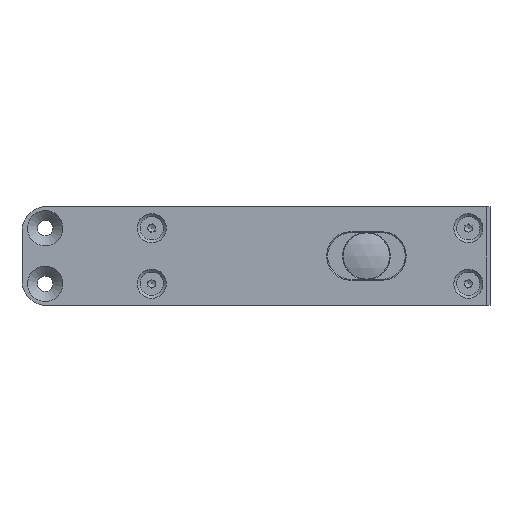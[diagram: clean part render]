
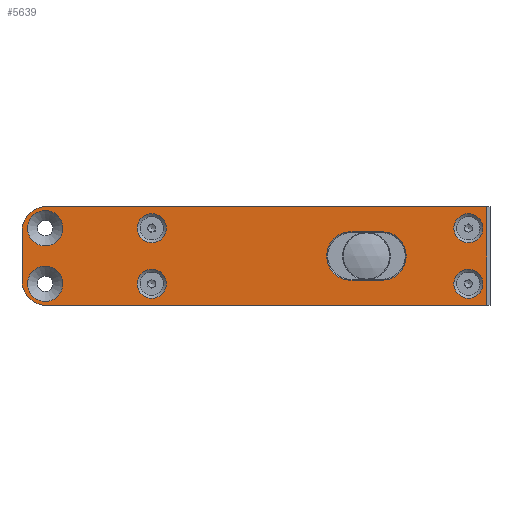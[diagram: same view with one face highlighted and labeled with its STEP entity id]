
A CAD part, front view. The second image highlights one B-rep face of the part: STEP entity #5639.
In plain terms, the highlighted planar face has unit normal (0, -1, 0).
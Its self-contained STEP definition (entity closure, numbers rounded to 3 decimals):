
#69 = CARTESIAN_POINT ( 'NONE',  ( 33., -4.2, 9. ) ) ;
#194 = VERTEX_POINT ( 'NONE', #2068 ) ;
#198 = DIRECTION ( 'NONE',  ( 0., -1., 0. ) ) ;
#229 = EDGE_CURVE ( 'NONE', #7187, #7187, #9061, .T. ) ;
#307 = LINE ( 'NONE', #1187, #4959 ) ;
#388 = AXIS2_PLACEMENT_3D ( 'NONE', #10870, #2920, #5651 ) ;
#432 = DIRECTION ( 'NONE',  ( 0., 0., 1. ) ) ;
#682 = CARTESIAN_POINT ( 'NONE',  ( 39., -4.2, 16. ) ) ;
#729 = ORIENTED_EDGE ( 'NONE', *, *, #229, .F. ) ;
#916 = VERTEX_POINT ( 'NONE', #9154 ) ;
#924 = DIRECTION ( 'NONE',  ( 0., 0., 1. ) ) ;
#972 = VERTEX_POINT ( 'NONE', #3225 ) ;
#1047 = CIRCLE ( 'NONE', #4590, 7.85 ) ;
#1187 = CARTESIAN_POINT ( 'NONE',  ( 28.5, -4.2, 16. ) ) ;
#1193 = FACE_OUTER_BOUND ( 'NONE', #11313, .T. ) ;
#1250 = CARTESIAN_POINT ( 'NONE',  ( -69.5, -4.2, -4.3 ) ) ;
#1424 = ORIENTED_EDGE ( 'NONE', *, *, #6542, .T. ) ;
#1461 = EDGE_CURVE ( 'NONE', #11278, #4220, #7943, .T. ) ;
#1466 = VERTEX_POINT ( 'NONE', #3257 ) ;
#1607 = DIRECTION ( 'NONE',  ( 0., 0., -1. ) ) ;
#1638 = CARTESIAN_POINT ( 'NONE',  ( 5., -4.2, 0. ) ) ;
#1728 = CIRCLE ( 'NONE', #6589, 8. ) ;
#1816 = EDGE_CURVE ( 'NONE', #8076, #7727, #1047, .T. ) ;
#1832 = DIRECTION ( 'NONE',  ( 0., 0., 1. ) ) ;
#1869 = EDGE_LOOP ( 'NONE', ( #5791 ) ) ;
#1874 = EDGE_CURVE ( 'NONE', #7727, #972, #2658, .T. ) ;
#1896 = CARTESIAN_POINT ( 'NONE',  ( -104., -4.2, 14.75 ) ) ;
#1904 = CIRCLE ( 'NONE', #388, 4.7 ) ;
#1923 = CARTESIAN_POINT ( 'NONE',  ( 39., -4.2, -28.093 ) ) ;
#1995 = EDGE_LOOP ( 'NONE', ( #8204 ) ) ;
#2068 = CARTESIAN_POINT ( 'NONE',  ( -104., -4.2, -3.25 ) ) ;
#2142 = CIRCLE ( 'NONE', #7553, 4.7 ) ;
#2339 = CARTESIAN_POINT ( 'NONE',  ( -5., -4.2, 7.85 ) ) ;
#2438 = DIRECTION ( 'NONE',  ( 0., 0., -1. ) ) ;
#2503 = CARTESIAN_POINT ( 'NONE',  ( -103.5, -4.2, -7.85 ) ) ;
#2658 = LINE ( 'NONE', #3541, #8134 ) ;
#2920 = DIRECTION ( 'NONE',  ( 0., -1., 0. ) ) ;
#2922 = CARTESIAN_POINT ( 'NONE',  ( -103.5, -4.2, 8. ) ) ;
#2959 = VERTEX_POINT ( 'NONE', #1896 ) ;
#3000 = CARTESIAN_POINT ( 'NONE',  ( -104., -4.2, 9. ) ) ;
#3077 = CARTESIAN_POINT ( 'NONE',  ( -5., -4.2, -7.85 ) ) ;
#3181 = DIRECTION ( 'NONE',  ( 0., 0., -1. ) ) ;
#3225 = CARTESIAN_POINT ( 'NONE',  ( 5., -4.2, 7.85 ) ) ;
#3257 = CARTESIAN_POINT ( 'NONE',  ( -103.5, -4.2, 16. ) ) ;
#3258 = AXIS2_PLACEMENT_3D ( 'NONE', #5041, #6827, #10243 ) ;
#3334 = DIRECTION ( 'NONE',  ( 0., 0., -1. ) ) ;
#3341 = EDGE_CURVE ( 'NONE', #8210, #8210, #2142, .T. ) ;
#3480 = EDGE_CURVE ( 'NONE', #194, #194, #10872, .T. ) ;
#3541 = CARTESIAN_POINT ( 'NONE',  ( -103.5, -4.2, 7.85 ) ) ;
#3636 = ORIENTED_EDGE ( 'NONE', *, *, #10002, .F. ) ;
#3684 = LINE ( 'NONE', #9696, #10301 ) ;
#3686 = CARTESIAN_POINT ( 'NONE',  ( -103.5, -4.2, -16. ) ) ;
#3720 = FACE_BOUND ( 'NONE', #1995, .T. ) ;
#3724 = EDGE_LOOP ( 'NONE', ( #729 ) ) ;
#3774 = DIRECTION ( 'NONE',  ( 0., 0., 1. ) ) ;
#3775 = FACE_BOUND ( 'NONE', #1869, .T. ) ;
#4212 = DIRECTION ( 'NONE',  ( 0., 1., 0. ) ) ;
#4220 = VERTEX_POINT ( 'NONE', #3686 ) ;
#4224 = EDGE_LOOP ( 'NONE', ( #4569 ) ) ;
#4396 = EDGE_CURVE ( 'NONE', #10916, #10916, #1904, .T. ) ;
#4434 = ORIENTED_EDGE ( 'NONE', *, *, #1461, .T. ) ;
#4520 = DIRECTION ( 'NONE',  ( 0., -1., 0. ) ) ;
#4569 = ORIENTED_EDGE ( 'NONE', *, *, #4396, .F. ) ;
#4590 = AXIS2_PLACEMENT_3D ( 'NONE', #9336, #11137, #3181 ) ;
#4652 = CARTESIAN_POINT ( 'NONE',  ( 33., -4.2, -4.3 ) ) ;
#4767 = PLANE ( 'NONE',  #5449 ) ;
#4959 = VECTOR ( 'NONE', #10959, 1000. ) ;
#5006 = DIRECTION ( 'NONE',  ( 0., -1., 0. ) ) ;
#5014 = DIRECTION ( 'NONE',  ( 0., 1., 0. ) ) ;
#5041 = CARTESIAN_POINT ( 'NONE',  ( -104., -4.2, -9. ) ) ;
#5135 = AXIS2_PLACEMENT_3D ( 'NONE', #1638, #4212, #3334 ) ;
#5449 = AXIS2_PLACEMENT_3D ( 'NONE', #9478, #5014, #2438 ) ;
#5550 = EDGE_LOOP ( 'NONE', ( #5904 ) ) ;
#5579 = CARTESIAN_POINT ( 'NONE',  ( 33., -4.2, -9. ) ) ;
#5581 = FACE_BOUND ( 'NONE', #9894, .T. ) ;
#5639 = ADVANCED_FACE ( 'NONE', ( #5581, #3775, #10862, #9981, #3720, #9161, #7356, #1193 ), #4767, .F. ) ;
#5651 = DIRECTION ( 'NONE',  ( 0., 0., 1. ) ) ;
#5791 = ORIENTED_EDGE ( 'NONE', *, *, #3480, .F. ) ;
#5792 = EDGE_CURVE ( 'NONE', #4220, #916, #3684, .T. ) ;
#5904 = ORIENTED_EDGE ( 'NONE', *, *, #10248, .F. ) ;
#6084 = LINE ( 'NONE', #2503, #8427 ) ;
#6116 = AXIS2_PLACEMENT_3D ( 'NONE', #11264, #5006, #10205 ) ;
#6200 = DIRECTION ( 'NONE',  ( 1., 0., 0. ) ) ;
#6314 = AXIS2_PLACEMENT_3D ( 'NONE', #69, #6349, #10782 ) ;
#6349 = DIRECTION ( 'NONE',  ( 0., -1., 0. ) ) ;
#6391 = ORIENTED_EDGE ( 'NONE', *, *, #5792, .T. ) ;
#6450 = VECTOR ( 'NONE', #1607, 1000. ) ;
#6542 = EDGE_CURVE ( 'NONE', #9248, #11278, #7925, .T. ) ;
#6553 = ORIENTED_EDGE ( 'NONE', *, *, #1874, .T. ) ;
#6578 = DIRECTION ( 'NONE',  ( 0., -1., 0. ) ) ;
#6589 = AXIS2_PLACEMENT_3D ( 'NONE', #2922, #9126, #432 ) ;
#6711 = ORIENTED_EDGE ( 'NONE', *, *, #9675, .T. ) ;
#6817 = CARTESIAN_POINT ( 'NONE',  ( -111.5, -4.2, 8. ) ) ;
#6827 = DIRECTION ( 'NONE',  ( 0., -1., 0. ) ) ;
#7032 = VECTOR ( 'NONE', #10824, 1000. ) ;
#7035 = CARTESIAN_POINT ( 'NONE',  ( -111.5, -4.2, -8. ) ) ;
#7092 = EDGE_CURVE ( 'NONE', #8880, #8076, #6084, .T. ) ;
#7187 = VERTEX_POINT ( 'NONE', #9807 ) ;
#7236 = ORIENTED_EDGE ( 'NONE', *, *, #7305, .T. ) ;
#7260 = CARTESIAN_POINT ( 'NONE',  ( 5., -4.2, -7.85 ) ) ;
#7305 = EDGE_CURVE ( 'NONE', #1466, #9248, #1728, .T. ) ;
#7356 = FACE_BOUND ( 'NONE', #3724, .T. ) ;
#7394 = ORIENTED_EDGE ( 'NONE', *, *, #1816, .T. ) ;
#7419 = CIRCLE ( 'NONE', #6314, 4.7 ) ;
#7553 = AXIS2_PLACEMENT_3D ( 'NONE', #5579, #198, #3774 ) ;
#7727 = VERTEX_POINT ( 'NONE', #2339 ) ;
#7765 = CIRCLE ( 'NONE', #10357, 5.75 ) ;
#7925 = LINE ( 'NONE', #9806, #6450 ) ;
#7943 = CIRCLE ( 'NONE', #6116, 8. ) ;
#7998 = ORIENTED_EDGE ( 'NONE', *, *, #7092, .T. ) ;
#8065 = LINE ( 'NONE', #1923, #7032 ) ;
#8076 = VERTEX_POINT ( 'NONE', #3077 ) ;
#8134 = VECTOR ( 'NONE', #10523, 1000. ) ;
#8137 = ORIENTED_EDGE ( 'NONE', *, *, #9951, .T. ) ;
#8204 = ORIENTED_EDGE ( 'NONE', *, *, #3341, .F. ) ;
#8210 = VERTEX_POINT ( 'NONE', #4652 ) ;
#8427 = VECTOR ( 'NONE', #10947, 1000. ) ;
#8529 = ORIENTED_EDGE ( 'NONE', *, *, #9634, .T. ) ;
#8880 = VERTEX_POINT ( 'NONE', #7260 ) ;
#9050 = CARTESIAN_POINT ( 'NONE',  ( 33., -4.2, 13.7 ) ) ;
#9061 = CIRCLE ( 'NONE', #10692, 4.7 ) ;
#9126 = DIRECTION ( 'NONE',  ( 0., -1., 0. ) ) ;
#9154 = CARTESIAN_POINT ( 'NONE',  ( 39., -4.2, -16. ) ) ;
#9161 = FACE_BOUND ( 'NONE', #4224, .T. ) ;
#9248 = VERTEX_POINT ( 'NONE', #6817 ) ;
#9336 = CARTESIAN_POINT ( 'NONE',  ( -5., -4.2, 0. ) ) ;
#9478 = CARTESIAN_POINT ( 'NONE',  ( -103.5, -4.2, -8. ) ) ;
#9625 = CIRCLE ( 'NONE', #5135, 7.85 ) ;
#9634 = EDGE_CURVE ( 'NONE', #972, #8880, #9625, .T. ) ;
#9675 = EDGE_CURVE ( 'NONE', #916, #9876, #8065, .T. ) ;
#9696 = CARTESIAN_POINT ( 'NONE',  ( 28.5, -4.2, -16. ) ) ;
#9806 = CARTESIAN_POINT ( 'NONE',  ( -111.5, -4.2, 8. ) ) ;
#9807 = CARTESIAN_POINT ( 'NONE',  ( -69.5, -4.2, 13.7 ) ) ;
#9860 = CARTESIAN_POINT ( 'NONE',  ( -69.5, -4.2, 9. ) ) ;
#9876 = VERTEX_POINT ( 'NONE', #682 ) ;
#9894 = EDGE_LOOP ( 'NONE', ( #7394, #6553, #8529, #7998 ) ) ;
#9951 = EDGE_CURVE ( 'NONE', #9876, #1466, #307, .T. ) ;
#9981 = FACE_BOUND ( 'NONE', #5550, .T. ) ;
#10002 = EDGE_CURVE ( 'NONE', #2959, #2959, #7765, .T. ) ;
#10205 = DIRECTION ( 'NONE',  ( 0., 0., -1. ) ) ;
#10243 = DIRECTION ( 'NONE',  ( 0., 0., 1. ) ) ;
#10248 = EDGE_CURVE ( 'NONE', #10962, #10962, #7419, .T. ) ;
#10301 = VECTOR ( 'NONE', #6200, 1000. ) ;
#10357 = AXIS2_PLACEMENT_3D ( 'NONE', #3000, #6578, #924 ) ;
#10523 = DIRECTION ( 'NONE',  ( 1., 0., 0. ) ) ;
#10692 = AXIS2_PLACEMENT_3D ( 'NONE', #9860, #4520, #1832 ) ;
#10782 = DIRECTION ( 'NONE',  ( 0., 0., 1. ) ) ;
#10824 = DIRECTION ( 'NONE',  ( 0., 0., 1. ) ) ;
#10862 = FACE_BOUND ( 'NONE', #11100, .T. ) ;
#10870 = CARTESIAN_POINT ( 'NONE',  ( -69.5, -4.2, -9. ) ) ;
#10872 = CIRCLE ( 'NONE', #3258, 5.75 ) ;
#10916 = VERTEX_POINT ( 'NONE', #1250 ) ;
#10947 = DIRECTION ( 'NONE',  ( -1., 0., 0. ) ) ;
#10959 = DIRECTION ( 'NONE',  ( -1., 0., 0. ) ) ;
#10962 = VERTEX_POINT ( 'NONE', #9050 ) ;
#11100 = EDGE_LOOP ( 'NONE', ( #3636 ) ) ;
#11137 = DIRECTION ( 'NONE',  ( 0., 1., 0. ) ) ;
#11264 = CARTESIAN_POINT ( 'NONE',  ( -103.5, -4.2, -8. ) ) ;
#11278 = VERTEX_POINT ( 'NONE', #7035 ) ;
#11313 = EDGE_LOOP ( 'NONE', ( #6391, #6711, #8137, #7236, #1424, #4434 ) ) ;
